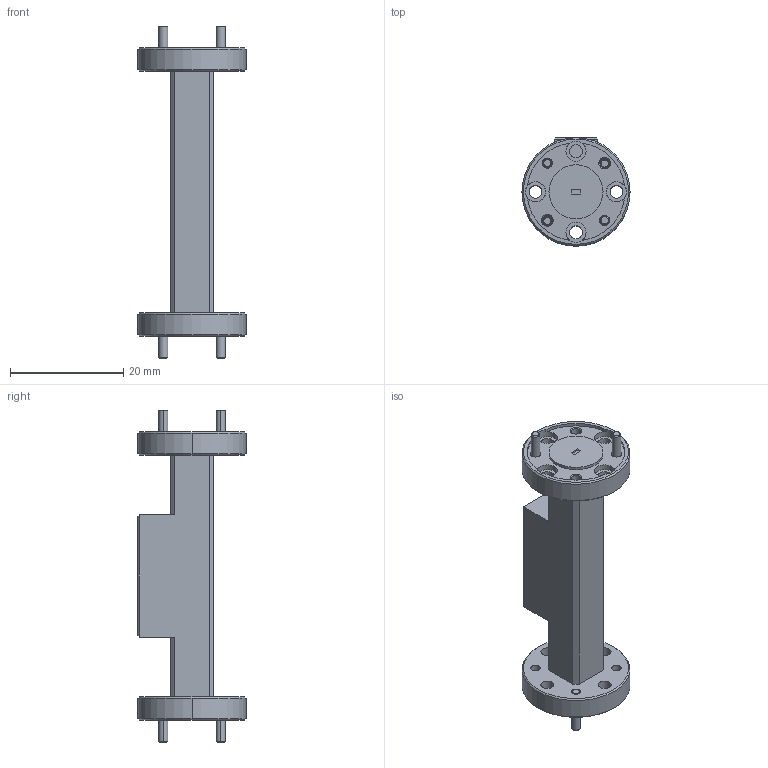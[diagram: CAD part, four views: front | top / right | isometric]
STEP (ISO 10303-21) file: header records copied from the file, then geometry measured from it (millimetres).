
FILE_DESCRIPTION (( 'STEP AP203' ), '1' );
FILE_NAME ('STA-10-06-F1.STEP', '2021-06-09T22:12:01', ( '' ), ( '' ), 'SwSTEP 2.0', 'SolidWorks 2021', '' );
FILE_SCHEMA (( 'CONFIG_CONTROL_DESIGN' ));
Length unit declared in the file: inch
Products named in the file (1): STA-10-06-F1
Bounding box: 19.05 x 19.05 x 58.55 mm (x, y, z)
Volume: 5350.8 mm3; surface area: 3786.7 mm2
Topology: 5 solids, 5 shells, 248 faces, 622 edges, 396 vertices
Faces by surface type: cylinder 98, plane 98, cone 52
Entity records: 7623 total; most frequent: CARTESIAN_POINT 1439, DIRECTION 1334, ORIENTED_EDGE 1236, EDGE_CURVE 618, AXIS2_PLACEMENT_3D 515, VERTEX_POINT 396, VECTOR 304, LINE 304
